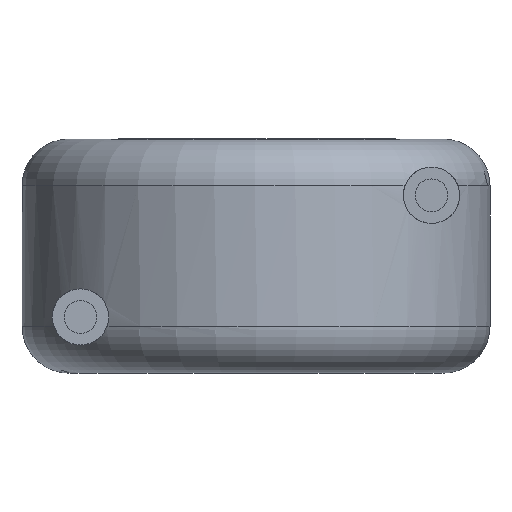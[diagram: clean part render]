
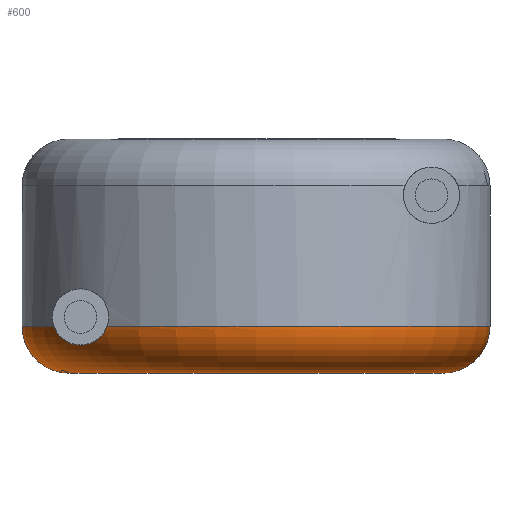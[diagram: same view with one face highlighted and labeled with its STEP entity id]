
A CAD part, front view. The second image highlights one B-rep face of the part: STEP entity #600.
In plain terms, the highlighted toroidal (fillet/blend) face has major radius 4 mm and minor radius 1 mm.
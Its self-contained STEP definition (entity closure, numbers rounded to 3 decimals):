
#108 = VERTEX_POINT ( 'NONE', #1930 ) ;
#128 = CARTESIAN_POINT ( 'NONE',  ( -3.413, -3.592, 0.699 ) ) ;
#220 = B_SPLINE_CURVE_WITH_KNOTS ( 'NONE', 3,
 ( #528, #3013, #3605, #1383, #3554, #2502 ),
 .UNSPECIFIED., .F., .F.,
 ( 4, 2, 4 ),
 ( 0., 0., 0.001 ),
 .UNSPECIFIED. ) ;
#226 = AXIS2_PLACEMENT_3D ( 'NONE', #472, #754, #1071 ) ;
#265 = CARTESIAN_POINT ( 'NONE',  ( 0., 0., 1. ) ) ;
#319 = CARTESIAN_POINT ( 'NONE',  ( 0., 0., 1. ) ) ;
#344 = ORIENTED_EDGE ( 'NONE', *, *, #1141, .F. ) ;
#472 = CARTESIAN_POINT ( 'NONE',  ( -4., 0., 1. ) ) ;
#499 = DIRECTION ( 'NONE',  ( 1., 0., 0. ) ) ;
#528 = CARTESIAN_POINT ( 'NONE',  ( -4.175, -2.751, 1. ) ) ;
#592 = AXIS2_PLACEMENT_3D ( 'NONE', #319, #3073, #2237 ) ;
#593 = FACE_OUTER_BOUND ( 'NONE', #1346, .T. ) ;
#600 = ADVANCED_FACE ( 'NONE', ( #593 ), #1812, .T. ) ;
#680 = ORIENTED_EDGE ( 'NONE', *, *, #3086, .F. ) ;
#697 = CIRCLE ( 'NONE', #2734, 5. ) ;
#718 = CARTESIAN_POINT ( 'NONE',  ( -3.581, -3.383, 0.611 ) ) ;
#754 = DIRECTION ( 'NONE',  ( 0., 1., 0. ) ) ;
#942 = CARTESIAN_POINT ( 'NONE',  ( -3.184, -3.855, 1. ) ) ;
#960 = CARTESIAN_POINT ( 'NONE',  ( -3.7, -3.236, 0.59 ) ) ;
#1052 = DIRECTION ( 'NONE',  ( 1., 0., 0. ) ) ;
#1071 = DIRECTION ( 'NONE',  ( -1., 0., 0. ) ) ;
#1121 = VERTEX_POINT ( 'NONE', #3432 ) ;
#1141 = EDGE_CURVE ( 'NONE', #1851, #2694, #1729, .T. ) ;
#1258 = AXIS2_PLACEMENT_3D ( 'NONE', #3212, #1779, #3193 ) ;
#1272 = CARTESIAN_POINT ( 'NONE',  ( -3.215, -3.83, 0.914 ) ) ;
#1280 = CIRCLE ( 'NONE', #1749, 4. ) ;
#1328 = CARTESIAN_POINT ( 'NONE',  ( 0., 0., 0. ) ) ;
#1346 = EDGE_LOOP ( 'NONE', ( #1790, #680, #2697, #2285, #1877, #3158, #344 ) ) ;
#1383 = CARTESIAN_POINT ( 'NONE',  ( -3.975, -2.942, 0.663 ) ) ;
#1531 = CARTESIAN_POINT ( 'NONE',  ( -3.26, -3.778, 0.846 ) ) ;
#1554 = CARTESIAN_POINT ( 'NONE',  ( -5., 0., 1. ) ) ;
#1729 = CIRCLE ( 'NONE', #1258, 5. ) ;
#1749 = AXIS2_PLACEMENT_3D ( 'NONE', #1328, #2684, #499 ) ;
#1772 = DIRECTION ( 'NONE',  ( 0., 0., -1. ) ) ;
#1776 = CARTESIAN_POINT ( 'NONE',  ( -4.175, -2.751, 1. ) ) ;
#1779 = DIRECTION ( 'NONE',  ( 0., 0., 1. ) ) ;
#1790 = ORIENTED_EDGE ( 'NONE', *, *, #2720, .F. ) ;
#1799 = CIRCLE ( 'NONE', #226, 1. ) ;
#1812 = TOROIDAL_SURFACE ( 'NONE', #592, 4., 1. ) ;
#1851 = VERTEX_POINT ( 'NONE', #1554 ) ;
#1877 = ORIENTED_EDGE ( 'NONE', *, *, #2090, .F. ) ;
#1930 = CARTESIAN_POINT ( 'NONE',  ( -4., 0., 0. ) ) ;
#1997 = VERTEX_POINT ( 'NONE', #2218 ) ;
#2084 = CARTESIAN_POINT ( 'NONE',  ( 4., 0., 1. ) ) ;
#2090 = EDGE_CURVE ( 'NONE', #2393, #1121, #3419, .T. ) ;
#2218 = CARTESIAN_POINT ( 'NONE',  ( 5., 0., 1. ) ) ;
#2237 = DIRECTION ( 'NONE',  ( 1., 0., 0. ) ) ;
#2244 = CARTESIAN_POINT ( 'NONE',  ( -3.822, -3.096, 0.604 ) ) ;
#2285 = ORIENTED_EDGE ( 'NONE', *, *, #2747, .F. ) ;
#2335 = CARTESIAN_POINT ( 'NONE',  ( -3.822, -3.096, 0.604 ) ) ;
#2359 = VERTEX_POINT ( 'NONE', #3115 ) ;
#2393 = VERTEX_POINT ( 'NONE', #2244 ) ;
#2502 = CARTESIAN_POINT ( 'NONE',  ( -3.822, -3.096, 0.604 ) ) ;
#2684 = DIRECTION ( 'NONE',  ( 0., 0., -1. ) ) ;
#2694 = VERTEX_POINT ( 'NONE', #1776 ) ;
#2697 = ORIENTED_EDGE ( 'NONE', *, *, #3010, .T. ) ;
#2720 = EDGE_CURVE ( 'NONE', #108, #1851, #1799, .T. ) ;
#2734 = AXIS2_PLACEMENT_3D ( 'NONE', #265, #2758, #1052 ) ;
#2747 = EDGE_CURVE ( 'NONE', #1121, #1997, #697, .T. ) ;
#2758 = DIRECTION ( 'NONE',  ( 0., 0., 1. ) ) ;
#2812 = EDGE_CURVE ( 'NONE', #2694, #2393, #220, .T. ) ;
#2857 = AXIS2_PLACEMENT_3D ( 'NONE', #2084, #3443, #1772 ) ;
#2924 = CARTESIAN_POINT ( 'NONE',  ( -3.359, -3.659, 0.739 ) ) ;
#3010 = EDGE_CURVE ( 'NONE', #2359, #1997, #3386, .T. ) ;
#3013 = CARTESIAN_POINT ( 'NONE',  ( -4.154, -2.783, 0.894 ) ) ;
#3073 = DIRECTION ( 'NONE',  ( 0., 0., 1. ) ) ;
#3086 = EDGE_CURVE ( 'NONE', #2359, #108, #1280, .T. ) ;
#3115 = CARTESIAN_POINT ( 'NONE',  ( 4., 0., 0. ) ) ;
#3158 = ORIENTED_EDGE ( 'NONE', *, *, #2812, .F. ) ;
#3193 = DIRECTION ( 'NONE',  ( 1., 0., 0. ) ) ;
#3212 = CARTESIAN_POINT ( 'NONE',  ( 0., 0., 1. ) ) ;
#3386 = CIRCLE ( 'NONE', #2857, 1. ) ;
#3419 = B_SPLINE_CURVE_WITH_KNOTS ( 'NONE', 3,
 ( #2335, #960, #718, #128, #2924, #1531, #1272, #942 ),
 .UNSPECIFIED., .F., .F.,
 ( 4, 2, 2, 4 ),
 ( 0., 0.001, 0.001, 0.001 ),
 .UNSPECIFIED. ) ;
#3432 = CARTESIAN_POINT ( 'NONE',  ( -3.184, -3.855, 1. ) ) ;
#3443 = DIRECTION ( 'NONE',  ( 0., -1., 0. ) ) ;
#3554 = CARTESIAN_POINT ( 'NONE',  ( -3.895, -3.014, 0.618 ) ) ;
#3605 = CARTESIAN_POINT ( 'NONE',  ( -4.104, -2.827, 0.801 ) ) ;
